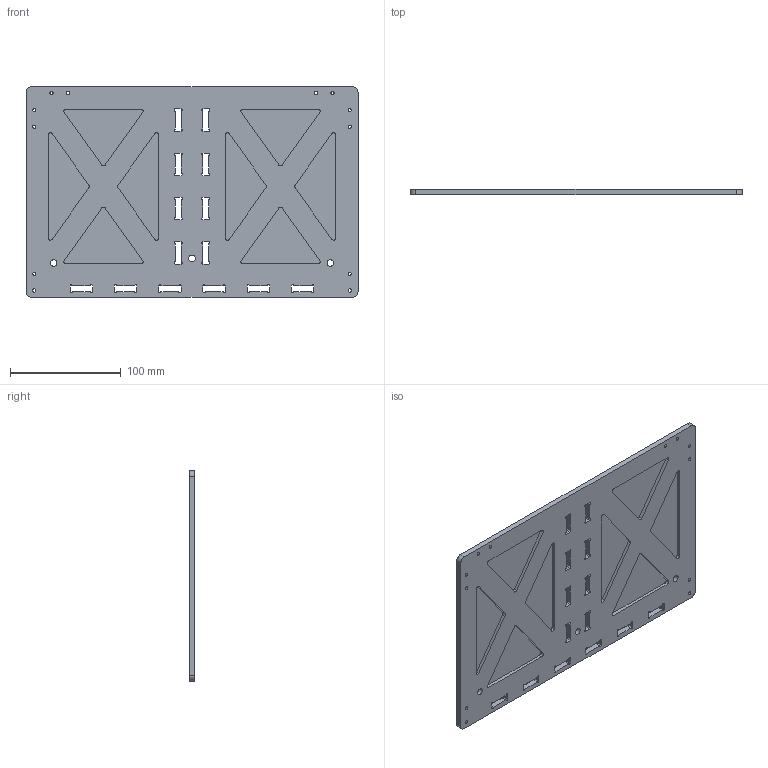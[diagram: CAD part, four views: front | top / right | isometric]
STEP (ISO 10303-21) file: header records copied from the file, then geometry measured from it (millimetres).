
FILE_DESCRIPTION(/* description */ (''),/* implementation_level */ '2;1');
FILE_NAME(/* name */ 'RP_Waist-Avobe.stp',/* time_stamp */ '2025-07-02T13:16:49+09:00',/* author */ ('佐藤智貴'),/* organization */ (''),/* preprocessor_version */ 'ST-DEVELOPER v20',/* originating_system */ 'Autodesk Inventor 2024',/* authorisation */ '');
FILE_SCHEMA (('AUTOMOTIVE_DESIGN { 1 0 10303 214 3 1 1 }'));
Length unit declared in the file: millimetre
Products named in the file (1): RP_Waist-Avobe
Bounding box: 300 x 5 x 190 mm (x, y, z)
Volume: 228754.7 mm3; surface area: 125082.1 mm2
Topology: 1 solids, 1 shells, 193 faces, 549 edges, 367 vertices
Faces by surface type: cylinder 99, plane 94
Full cylindrical faces by diameter (mm): 3 x12, 6 x3
Entity records: 6511 total; most frequent: DIRECTION 1135, CARTESIAN_POINT 1110, ORIENTED_EDGE 1098, EDGE_CURVE 549, AXIS2_PLACEMENT_3D 392, VERTEX_POINT 366, LINE 351, VECTOR 351
